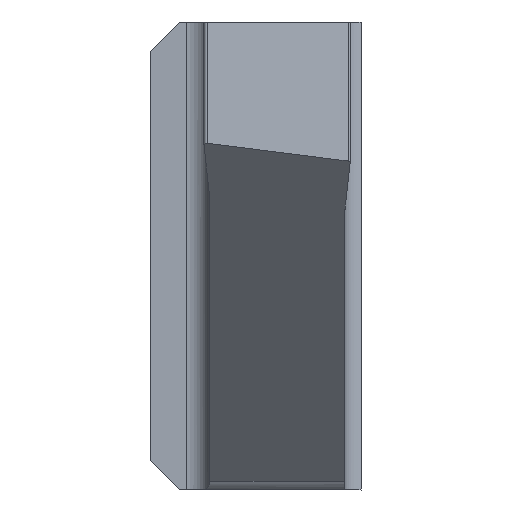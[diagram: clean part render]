
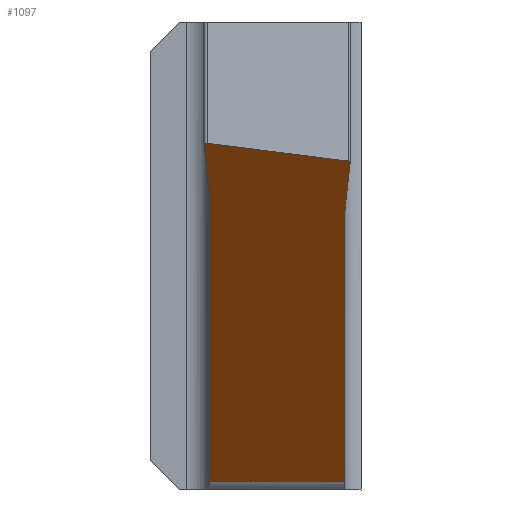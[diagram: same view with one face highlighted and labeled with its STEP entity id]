
A CAD part, front view. The second image highlights one B-rep face of the part: STEP entity #1097.
In plain terms, the highlighted planar face has unit normal (0, -0.427, -0.904).
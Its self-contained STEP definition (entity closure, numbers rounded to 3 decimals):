
#813=CARTESIAN_POINT('',(1.01,1.959,-2.998));
#814=VERTEX_POINT('',#813);
#825=CARTESIAN_POINT('',(1.01,1.959,-2.998));
#826=DIRECTION('',(0.,0.904,-0.427));
#827=VECTOR('',#826,11.353);
#828=LINE('',#825,#827);
#829=CARTESIAN_POINT('',(1.01,12.223,-7.85));
#830=VERTEX_POINT('',#829);
#831=EDGE_CURVE('',#814,#830,#828,.T.);
#916=CARTESIAN_POINT('',(3.312,12.223,-7.85));
#917=VERTEX_POINT('',#916);
#951=CARTESIAN_POINT('',(3.312,12.223,-7.85));
#952=DIRECTION('',(-1.,0.,0.));
#953=VECTOR('',#952,2.302);
#954=LINE('',#951,#953);
#955=EDGE_CURVE('',#917,#830,#954,.T.);
#976=CARTESIAN_POINT('',(2.655,5.638,-4.737));
#977=DIRECTION('',(0.,0.427,0.904));
#978=DIRECTION('',(0.,-0.386,0.183));
#979=AXIS2_PLACEMENT_3D('',#976,#977,#978);
#980=PLANE('',#979);
#981=ORIENTED_EDGE('Edge 1148',*,*,#831,.T.);
#990=CARTESIAN_POINT('',(0.91,0.053,-2.097));
#991=DIRECTION('',(0.047,0.903,-0.427));
#992=VECTOR('',#991,2.111);
#993=LINE('',#990,#992);
#994=CARTESIAN_POINT('',(0.91,0.053,-2.097));
#995=VERTEX_POINT('',#994);
#996=EDGE_CURVE('',#995,#814,#993,.T.);
#997=ORIENTED_EDGE('Edge 236',*,*,#996,.T.);
#1006=CARTESIAN_POINT('',(0.973,0.002,-2.073));
#1007=CARTESIAN_POINT('',(0.937,-0.008,-2.068));
#1008=CARTESIAN_POINT('',(0.908,0.015,-2.08));
#1009=CARTESIAN_POINT('',(0.91,0.053,-2.097));
#1010=(BOUNDED_CURVE()B_SPLINE_CURVE(3,(#1006,#1007,#1008,#1009),.UNSPECIFIED.,.F.,.F.)B_SPLINE_CURVE_WITH_KNOTS((4,4),(0.,1.),.UNSPECIFIED.)CURVE()GEOMETRIC_REPRESENTATION_ITEM()RATIONAL_B_SPLINE_CURVE((1.,0.725,0.725,1.))REPRESENTATION_ITEM('')
);
#1011=CARTESIAN_POINT('',(0.973,0.002,-2.073));
#1012=VERTEX_POINT('',#1011);
#1013=EDGE_CURVE('',#1012,#995,#1010,.T.);
#1014=ORIENTED_EDGE('Edge 241',*,*,#1013,.T.);
#1023=CARTESIAN_POINT('',(3.373,0.645,-2.377));
#1024=DIRECTION('',(-0.959,-0.257,0.121));
#1025=VECTOR('',#1024,2.503);
#1026=LINE('',#1023,#1025);
#1027=CARTESIAN_POINT('',(3.373,0.645,-2.377));
#1028=VERTEX_POINT('',#1027);
#1029=EDGE_CURVE('',#1028,#1012,#1026,.T.);
#1030=ORIENTED_EDGE('Edge 246',*,*,#1029,.T.);
#1039=CARTESIAN_POINT('',(3.41,0.696,-2.401));
#1040=CARTESIAN_POINT('',(3.411,0.671,-2.389));
#1041=CARTESIAN_POINT('',(3.397,0.651,-2.38));
#1042=CARTESIAN_POINT('',(3.373,0.645,-2.377));
#1043=(BOUNDED_CURVE()B_SPLINE_CURVE(3,(#1039,#1040,#1041,#1042),.UNSPECIFIED.,.F.,.F.)B_SPLINE_CURVE_WITH_KNOTS((4,4),(0.,1.),.UNSPECIFIED.)CURVE()GEOMETRIC_REPRESENTATION_ITEM()RATIONAL_B_SPLINE_CURVE((1.,0.851,0.851,1.))REPRESENTATION_ITEM('')
);
#1044=CARTESIAN_POINT('',(3.41,0.696,-2.401));
#1045=VERTEX_POINT('',#1044);
#1046=EDGE_CURVE('',#1045,#1028,#1043,.T.);
#1047=ORIENTED_EDGE('Edge 251',*,*,#1046,.T.);
#1056=CARTESIAN_POINT('',(3.312,2.563,-3.284));
#1057=DIRECTION('',(0.047,-0.903,0.427));
#1058=VECTOR('',#1057,2.068);
#1059=LINE('',#1056,#1058);
#1060=CARTESIAN_POINT('',(3.312,2.563,-3.284));
#1061=VERTEX_POINT('',#1060);
#1062=EDGE_CURVE('',#1061,#1045,#1059,.T.);
#1063=ORIENTED_EDGE('Edge 256',*,*,#1062,.T.);
#1072=CARTESIAN_POINT('',(3.312,12.223,-7.85));
#1073=DIRECTION('',(0.,-0.904,0.427));
#1074=VECTOR('',#1073,10.685);
#1075=LINE('',#1072,#1074);
#1076=EDGE_CURVE('',#917,#1061,#1075,.T.);
#1077=ORIENTED_EDGE('Edge 1193',*,*,#1076,.T.);
#1086=ORIENTED_EDGE('Edge 266',*,*,#955,.F.);
#1095=EDGE_LOOP('',(#1086,#1077,#1063,#1047,#1030,#1014,#997,#981));
#1096=FACE_OUTER_BOUND('Loop 267',#1095,.T.);
#1097=ADVANCED_FACE('Face 268',(#1096),#980,.F.);
